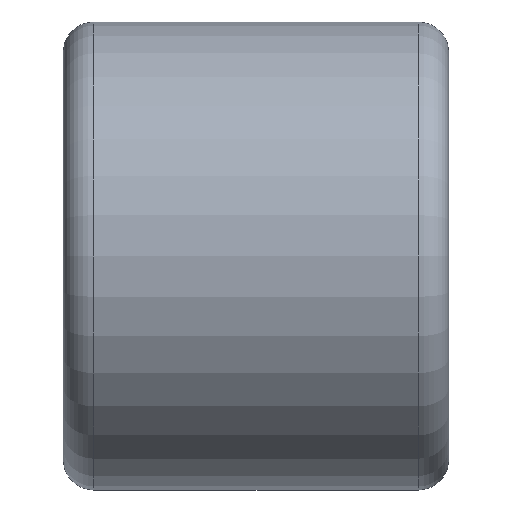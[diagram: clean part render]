
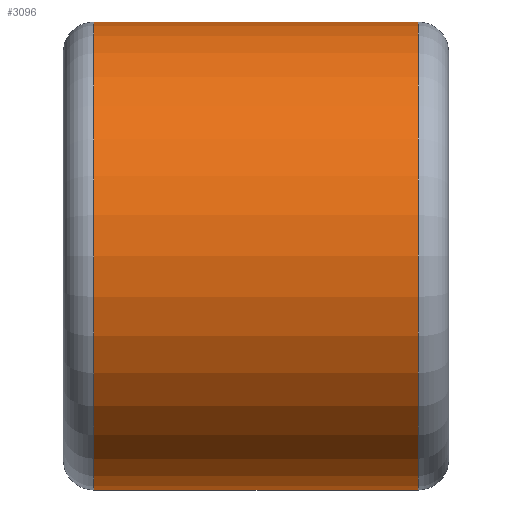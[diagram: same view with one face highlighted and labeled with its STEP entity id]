
A CAD part, front view. The second image highlights one B-rep face of the part: STEP entity #3096.
In plain terms, the highlighted cylindrical face has radius 42.5 mm (diameter 85 mm), a partial arc.
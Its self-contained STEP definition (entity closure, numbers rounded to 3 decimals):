
#240 = DIRECTION ( 'NONE',  ( 0., 0., -1. ) ) ;
#476 = VERTEX_POINT ( 'NONE', #3440 ) ;
#512 = CARTESIAN_POINT ( 'NONE',  ( -57.637, 0., 291.987 ) ) ;
#538 = DIRECTION ( 'NONE',  ( 0., 0., 1. ) ) ;
#610 = VERTEX_POINT ( 'NONE', #1372 ) ;
#684 = LINE ( 'NONE', #1766, #827 ) ;
#827 = VECTOR ( 'NONE', #4627, 1000. ) ;
#849 = CARTESIAN_POINT ( 'NONE',  ( -57.637, 0., 334.487 ) ) ;
#877 = VERTEX_POINT ( 'NONE', #1696 ) ;
#1065 = CIRCLE ( 'NONE', #3695, 42.5 ) ;
#1299 = LINE ( 'NONE', #849, #3710 ) ;
#1372 = CARTESIAN_POINT ( 'NONE',  ( -29.5, 0., 249.487 ) ) ;
#1433 = CARTESIAN_POINT ( 'NONE',  ( -29.5, 0., 334.487 ) ) ;
#1473 = ORIENTED_EDGE ( 'NONE', *, *, #4317, .T. ) ;
#1696 = CARTESIAN_POINT ( 'NONE',  ( 29.5, 0., 334.487 ) ) ;
#1766 = CARTESIAN_POINT ( 'NONE',  ( -57.637, 0., 249.487 ) ) ;
#1845 = FACE_OUTER_BOUND ( 'NONE', #3518, .T. ) ;
#1868 = AXIS2_PLACEMENT_3D ( 'NONE', #512, #4406, #538 ) ;
#2074 = ORIENTED_EDGE ( 'NONE', *, *, #4373, .T. ) ;
#2269 = CIRCLE ( 'NONE', #3564, 42.5 ) ;
#2795 = CARTESIAN_POINT ( 'NONE',  ( 29.5, 0., 291.987 ) ) ;
#3057 = ORIENTED_EDGE ( 'NONE', *, *, #3259, .F. ) ;
#3096 = ADVANCED_FACE ( 'NONE', ( #1845 ), #3287, .T. ) ;
#3157 = EDGE_CURVE ( 'NONE', #476, #877, #1065, .T. ) ;
#3259 = EDGE_CURVE ( 'NONE', #476, #610, #684, .T. ) ;
#3287 = CYLINDRICAL_SURFACE ( 'NONE', #1868, 42.5 ) ;
#3440 = CARTESIAN_POINT ( 'NONE',  ( 29.5, 0., 249.487 ) ) ;
#3518 = EDGE_LOOP ( 'NONE', ( #3057, #4256, #1473, #2074 ) ) ;
#3521 = DIRECTION ( 'NONE',  ( 1., 0., 0. ) ) ;
#3564 = AXIS2_PLACEMENT_3D ( 'NONE', #4235, #3521, #240 ) ;
#3695 = AXIS2_PLACEMENT_3D ( 'NONE', #2795, #4246, #4220 ) ;
#3710 = VECTOR ( 'NONE', #3773, 1000. ) ;
#3773 = DIRECTION ( 'NONE',  ( -1., 0., 0. ) ) ;
#4113 = VERTEX_POINT ( 'NONE', #1433 ) ;
#4220 = DIRECTION ( 'NONE',  ( 0., 0., 1. ) ) ;
#4235 = CARTESIAN_POINT ( 'NONE',  ( -29.5, 0., 291.987 ) ) ;
#4246 = DIRECTION ( 'NONE',  ( -1., 0., 0. ) ) ;
#4256 = ORIENTED_EDGE ( 'NONE', *, *, #3157, .T. ) ;
#4317 = EDGE_CURVE ( 'NONE', #877, #4113, #1299, .T. ) ;
#4373 = EDGE_CURVE ( 'NONE', #4113, #610, #2269, .T. ) ;
#4406 = DIRECTION ( 'NONE',  ( -1., 0., 0. ) ) ;
#4627 = DIRECTION ( 'NONE',  ( -1., 0., 0. ) ) ;
